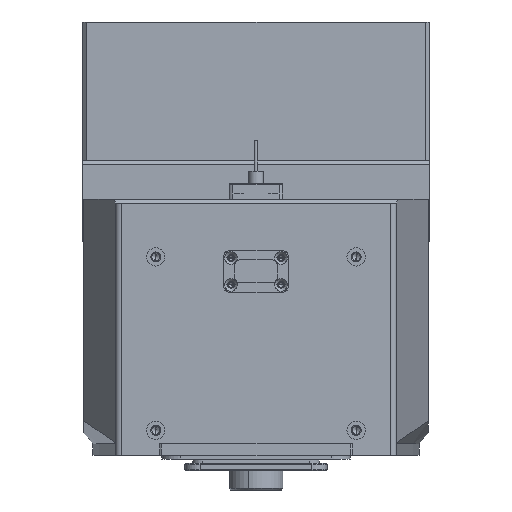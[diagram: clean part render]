
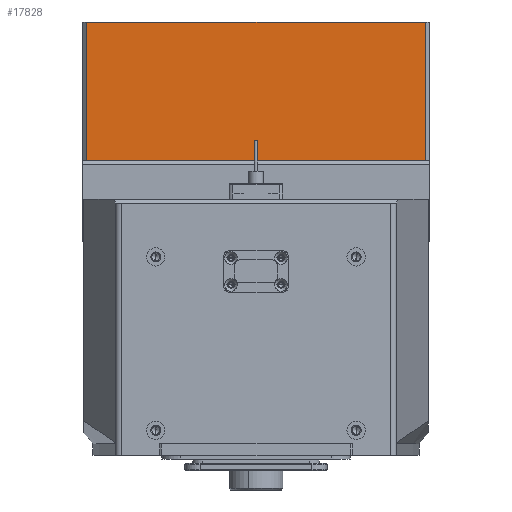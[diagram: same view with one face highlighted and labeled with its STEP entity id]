
A CAD part, left-side view. The second image highlights one B-rep face of the part: STEP entity #17828.
In plain terms, the highlighted planar face has unit normal (-1, 0, 0).
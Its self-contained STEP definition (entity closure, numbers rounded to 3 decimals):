
#157 = FACE_OUTER_BOUND ( 'NONE', #15603, .T. ) ;
#198 = EDGE_CURVE ( 'NONE', #1646, #42887, #17249, .T. ) ;
#1005 = VERTEX_POINT ( 'NONE', #36495 ) ;
#1646 = VERTEX_POINT ( 'NONE', #11620 ) ;
#2051 = CARTESIAN_POINT ( 'NONE',  ( -160., -88., 199. ) ) ;
#2656 = DIRECTION ( 'NONE',  ( 0., -1., 0. ) ) ;
#2838 = CARTESIAN_POINT ( 'NONE',  ( -160., 90., 127. ) ) ;
#6347 = DIRECTION ( 'NONE',  ( 0., -1., 0. ) ) ;
#8548 = VECTOR ( 'NONE', #42362, 1000. ) ;
#10115 = AXIS2_PLACEMENT_3D ( 'NONE', #21317, #18007, #14529 ) ;
#11602 = LINE ( 'NONE', #2838, #11654 ) ;
#11620 = CARTESIAN_POINT ( 'NONE',  ( -160., -88., 127. ) ) ;
#11654 = VECTOR ( 'NONE', #6347, 1000. ) ;
#12283 = ORIENTED_EDGE ( 'NONE', *, *, #32464, .F. ) ;
#14529 = DIRECTION ( 'NONE',  ( 0., 0., -1. ) ) ;
#15603 = EDGE_LOOP ( 'NONE', ( #16659, #30537, #12283, #33790 ) ) ;
#16659 = ORIENTED_EDGE ( 'NONE', *, *, #40350, .T. ) ;
#17249 = LINE ( 'NONE', #47732, #30252 ) ;
#17828 = ADVANCED_FACE ( 'NONE', ( #157 ), #40157, .F. ) ;
#18007 = DIRECTION ( 'NONE',  ( 1., 0., 0. ) ) ;
#21317 = CARTESIAN_POINT ( 'NONE',  ( -160., 90., 199. ) ) ;
#21590 = LINE ( 'NONE', #38528, #8548 ) ;
#25077 = DIRECTION ( 'NONE',  ( 0., 0., 1. ) ) ;
#30252 = VECTOR ( 'NONE', #25077, 1000. ) ;
#30537 = ORIENTED_EDGE ( 'NONE', *, *, #198, .T. ) ;
#31711 = CARTESIAN_POINT ( 'NONE',  ( -160., 88., 199. ) ) ;
#31837 = VERTEX_POINT ( 'NONE', #31711 ) ;
#32464 = EDGE_CURVE ( 'NONE', #31837, #42887, #34535, .T. ) ;
#32798 = CARTESIAN_POINT ( 'NONE',  ( -160., 90., 199. ) ) ;
#33790 = ORIENTED_EDGE ( 'NONE', *, *, #42177, .T. ) ;
#34535 = LINE ( 'NONE', #32798, #38639 ) ;
#36495 = CARTESIAN_POINT ( 'NONE',  ( -160., 88., 127. ) ) ;
#38528 = CARTESIAN_POINT ( 'NONE',  ( -160., 88., 199. ) ) ;
#38639 = VECTOR ( 'NONE', #2656, 1000. ) ;
#40157 = PLANE ( 'NONE',  #10115 ) ;
#40350 = EDGE_CURVE ( 'NONE', #1005, #1646, #11602, .T. ) ;
#42177 = EDGE_CURVE ( 'NONE', #31837, #1005, #21590, .T. ) ;
#42362 = DIRECTION ( 'NONE',  ( 0., 0., -1. ) ) ;
#42887 = VERTEX_POINT ( 'NONE', #2051 ) ;
#47732 = CARTESIAN_POINT ( 'NONE',  ( -160., -88., 199. ) ) ;
